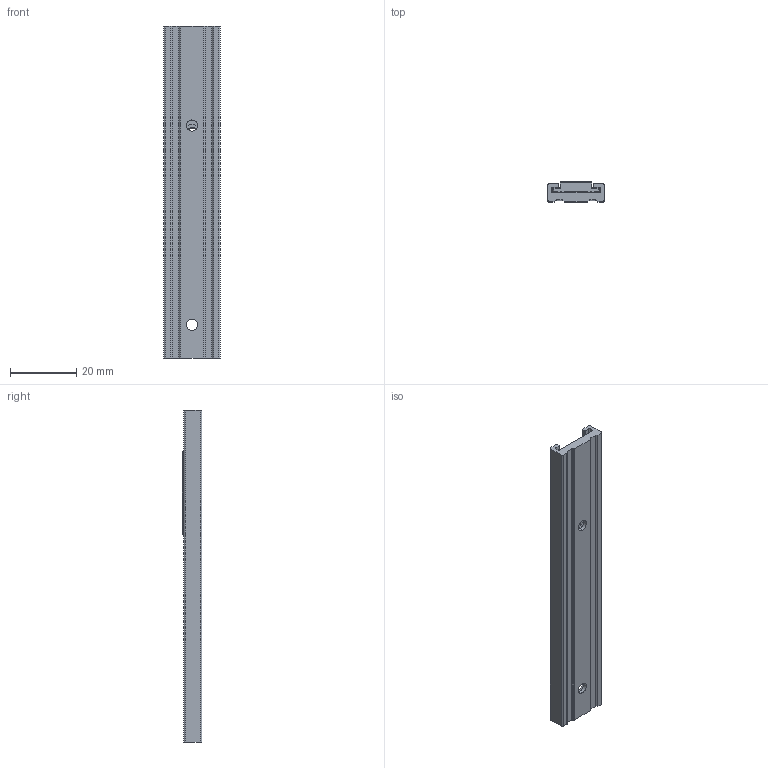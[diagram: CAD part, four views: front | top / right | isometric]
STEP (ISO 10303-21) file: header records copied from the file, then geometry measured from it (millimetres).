
FILE_DESCRIPTION (( 'STEP AP203' ), '1' );
FILE_NAME ('GST_3FAF777F31.step', '2022-03-24T02:32:03', ( 'localadmin' ), ( 'BOXX Technologies, Inc.' ), 'SwSTEP 2.0', 'SolidWorks 2019', '' );
FILE_SCHEMA (( 'CONFIG_CONTROL_DESIGN' ));
Length unit declared in the file: inch
Products named in the file (5): 06PTHTFsXh_CADModel_1; 06PTHTFsXh_CADModel_0; GST_3FAF777F31
Assembly tree (2 placements, depth 2):
  06PTHTFsXh_CADModel_1
  GST_3FAF777F31
    06PTHTFsXh_CADModel_1
    06PTHTFsXh_CADModel_0
  06PTHTFsXh_CADModel_0
Bounding box: 17 x 6 x 100 mm (x, y, z)
Volume: 6307.6 mm3; surface area: 7090.4 mm2
Topology: 4 solids, 4 shells, 477 faces, 1161 edges, 678 vertices
Faces by surface type: plane 185, cylinder 156, bspline 52, sphere 44, torus 32, cone 8
Entity records: 16594 total; most frequent: CARTESIAN_POINT 5322, ORIENTED_EDGE 2250, DIRECTION 2235, EDGE_CURVE 1125, AXIS2_PLACEMENT_3D 783, VERTEX_POINT 678, LINE 669, VECTOR 669
